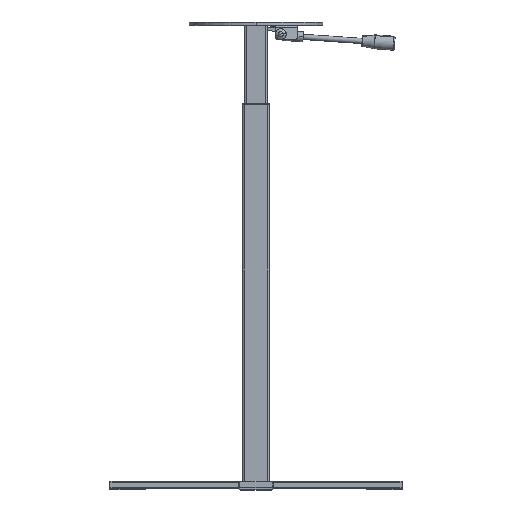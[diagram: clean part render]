
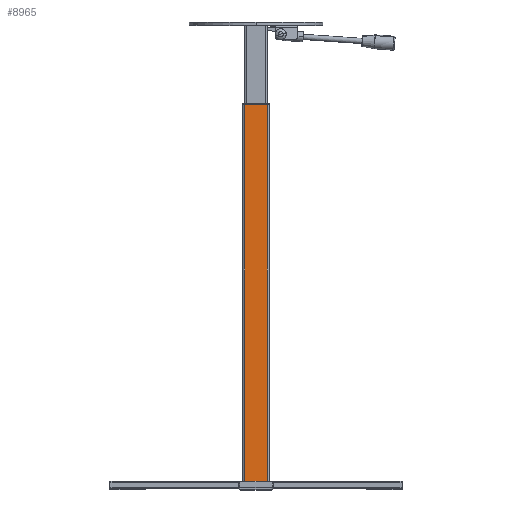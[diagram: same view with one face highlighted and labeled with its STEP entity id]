
A CAD part, top view. The second image highlights one B-rep face of the part: STEP entity #8965.
In plain terms, the highlighted planar face has unit normal (0, 0, 1).
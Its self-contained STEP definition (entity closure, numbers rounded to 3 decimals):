
#45 = ORIENTED_EDGE ( 'NONE', *, *, #6321, .F. ) ;
#148 = EDGE_LOOP ( 'NONE', ( #3655, #45, #7075, #9021 ) ) ;
#214 = DIRECTION ( 'NONE',  ( 0., 0., -1. ) ) ;
#989 = CARTESIAN_POINT ( 'NONE',  ( -17., 565., 20. ) ) ;
#2080 = DIRECTION ( 'NONE',  ( 0., -1., 0. ) ) ;
#2701 = EDGE_CURVE ( 'NONE', #9074, #8025, #8077, .T. ) ;
#2927 = CARTESIAN_POINT ( 'NONE',  ( -17., 565., 20. ) ) ;
#3281 = FACE_OUTER_BOUND ( 'NONE', #148, .T. ) ;
#3655 = ORIENTED_EDGE ( 'NONE', *, *, #4184, .T. ) ;
#3888 = DIRECTION ( 'NONE',  ( 0., -1., 0. ) ) ;
#4015 = CARTESIAN_POINT ( 'NONE',  ( 17., 565., 20. ) ) ;
#4184 = EDGE_CURVE ( 'NONE', #8025, #7572, #7171, .T. ) ;
#4412 = CARTESIAN_POINT ( 'NONE',  ( 17., 0., 20. ) ) ;
#5334 = VECTOR ( 'NONE', #6799, 1000. ) ;
#5385 = VECTOR ( 'NONE', #6203, 1000. ) ;
#6021 = VECTOR ( 'NONE', #2080, 1000. ) ;
#6203 = DIRECTION ( 'NONE',  ( 1., 0., 0. ) ) ;
#6321 = EDGE_CURVE ( 'NONE', #9294, #7572, #8218, .T. ) ;
#6436 = DIRECTION ( 'NONE',  ( -1., 0., 0. ) ) ;
#6669 = CARTESIAN_POINT ( 'NONE',  ( -17., 565., 20. ) ) ;
#6799 = DIRECTION ( 'NONE',  ( 1., 0., 0. ) ) ;
#6944 = CARTESIAN_POINT ( 'NONE',  ( 17., 565., 20. ) ) ;
#7047 = CARTESIAN_POINT ( 'NONE',  ( -17., 565., 20. ) ) ;
#7075 = ORIENTED_EDGE ( 'NONE', *, *, #7780, .F. ) ;
#7171 = LINE ( 'NONE', #10029, #5334 ) ;
#7258 = PLANE ( 'NONE',  #8326 ) ;
#7330 = CARTESIAN_POINT ( 'NONE',  ( -17., 0., 20. ) ) ;
#7572 = VERTEX_POINT ( 'NONE', #4412 ) ;
#7780 = EDGE_CURVE ( 'NONE', #9074, #9294, #9048, .T. ) ;
#8025 = VERTEX_POINT ( 'NONE', #7330 ) ;
#8077 = LINE ( 'NONE', #6669, #6021 ) ;
#8218 = LINE ( 'NONE', #6944, #10030 ) ;
#8326 = AXIS2_PLACEMENT_3D ( 'NONE', #989, #214, #6436 ) ;
#8965 = ADVANCED_FACE ( 'NONE', ( #3281 ), #7258, .F. ) ;
#9021 = ORIENTED_EDGE ( 'NONE', *, *, #2701, .T. ) ;
#9048 = LINE ( 'NONE', #7047, #5385 ) ;
#9074 = VERTEX_POINT ( 'NONE', #2927 ) ;
#9294 = VERTEX_POINT ( 'NONE', #4015 ) ;
#10029 = CARTESIAN_POINT ( 'NONE',  ( -17., 0., 20. ) ) ;
#10030 = VECTOR ( 'NONE', #3888, 1000. ) ;
